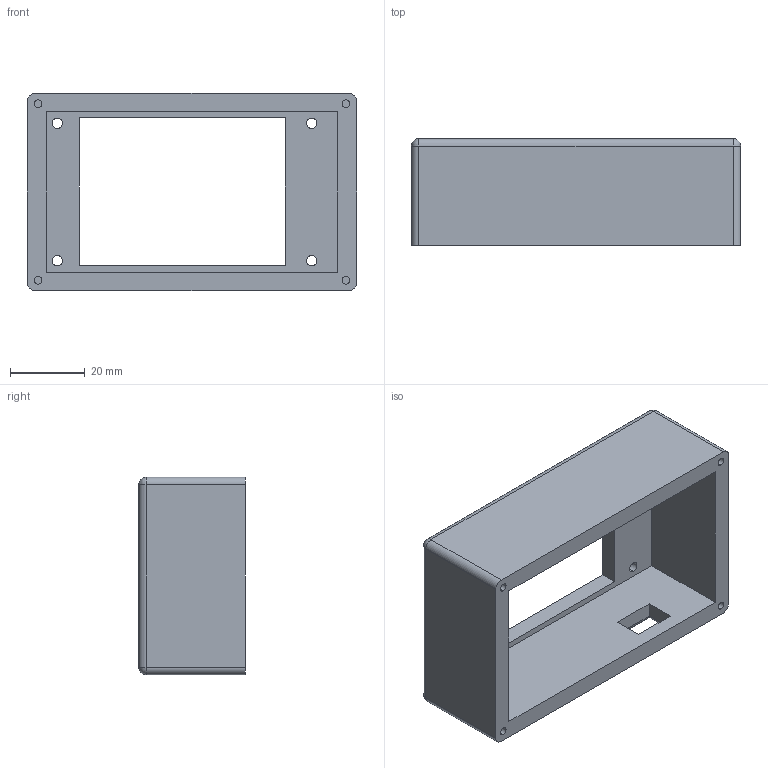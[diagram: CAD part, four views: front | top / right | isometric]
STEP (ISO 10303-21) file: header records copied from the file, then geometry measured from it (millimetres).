
FILE_DESCRIPTION (( 'STEP AP214' ), '1' );
FILE_NAME ('rpi_front_shell.STEP', '2026-01-26T22:09:12', ( '' ), ( '' ), 'SwSTEP 2.0', 'SolidWorks 2024', '' );
FILE_SCHEMA (( 'AUTOMOTIVE_DESIGN' ));
Length unit declared in the file: millimetre
Products named in the file (1): rpi_front_shell
Bounding box: 88 x 28.5 x 52.8 mm (x, y, z)
Volume: 41407.9 mm3; surface area: 19621.2 mm2
Topology: 1 solids, 1 shells, 55 faces, 132 edges, 80 vertices
Faces by surface type: cylinder 28, plane 23, sphere 4
Entity records: 1609 total; most frequent: DIRECTION 284, CARTESIAN_POINT 276, ORIENTED_EDGE 256, EDGE_CURVE 128, AXIS2_PLACEMENT_3D 104, VERTEX_POINT 80, VECTOR 76, LINE 76
